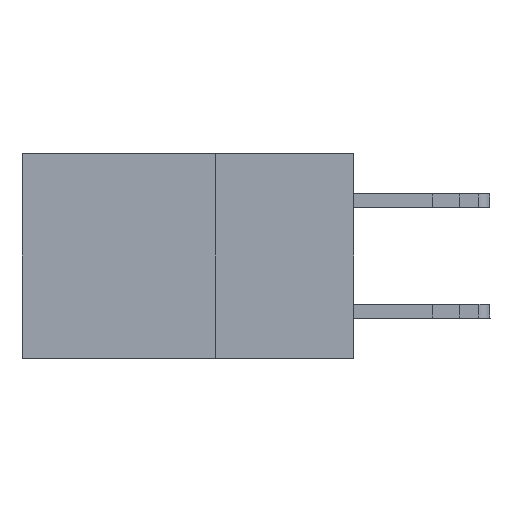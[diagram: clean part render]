
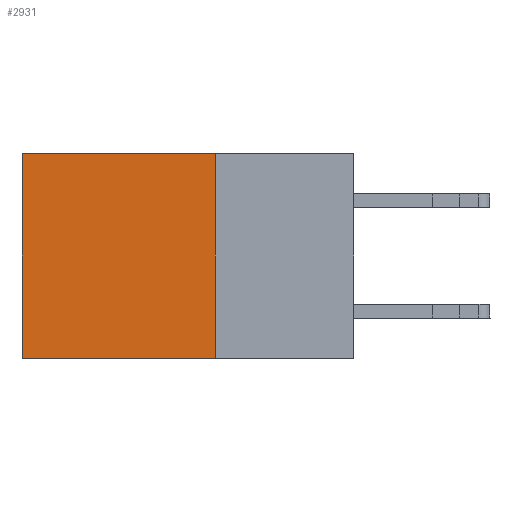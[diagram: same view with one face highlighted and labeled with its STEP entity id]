
A CAD part, left-side view. The second image highlights one B-rep face of the part: STEP entity #2931.
In plain terms, the highlighted planar face has unit normal (-1, 0, 0).
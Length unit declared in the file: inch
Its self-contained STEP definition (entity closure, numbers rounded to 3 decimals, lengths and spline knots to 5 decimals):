
#70 = EDGE_CURVE ( 'NONE', #22932, #16314, #13033, .T. ) ;
#346 = CARTESIAN_POINT ( 'NONE',  ( 0.2875, 0.6, 0. ) ) ;
#1621 = EDGE_CURVE ( 'NONE', #22653, #22932, #15038, .T. ) ;
#2180 = EDGE_CURVE ( 'NONE', #22653, #7261, #6085, .T. ) ;
#2739 = CARTESIAN_POINT ( 'NONE',  ( 0.2875, 0.25, -0.37 ) ) ;
#2828 = VECTOR ( 'NONE', #20456, 39.37008 ) ;
#2931 = ADVANCED_FACE ( 'NONE', ( #20693 ), #6459, .F. ) ;
#3511 = CARTESIAN_POINT ( 'NONE',  ( 0.2875, 0.6, 0. ) ) ;
#3918 = ORIENTED_EDGE ( 'NONE', *, *, #22865, .T. ) ;
#4605 = ORIENTED_EDGE ( 'NONE', *, *, #70, .F. ) ;
#6085 = LINE ( 'NONE', #6197, #13686 ) ;
#6161 = EDGE_LOOP ( 'NONE', ( #3918, #4605, #18587, #18073 ) ) ;
#6197 = CARTESIAN_POINT ( 'NONE',  ( 0.2875, 0.25, 0. ) ) ;
#6335 = DIRECTION ( 'NONE',  ( 0., 0., -1. ) ) ;
#6459 = PLANE ( 'NONE',  #21818 ) ;
#7261 = VERTEX_POINT ( 'NONE', #346 ) ;
#8077 = CARTESIAN_POINT ( 'NONE',  ( 0.2875, 0.25, 0. ) ) ;
#8231 = VECTOR ( 'NONE', #17801, 39.37008 ) ;
#10044 = DIRECTION ( 'NONE',  ( 0., 1., 0. ) ) ;
#11516 = DIRECTION ( 'NONE',  ( 1., 0., 0. ) ) ;
#11849 = CARTESIAN_POINT ( 'NONE',  ( 0.2875, 0.25, 0. ) ) ;
#13033 = LINE ( 'NONE', #2739, #2828 ) ;
#13686 = VECTOR ( 'NONE', #10044, 39.37008 ) ;
#14152 = LINE ( 'NONE', #3511, #8231 ) ;
#15038 = LINE ( 'NONE', #8077, #17804 ) ;
#15259 = DIRECTION ( 'NONE',  ( 0., 0., -1. ) ) ;
#16314 = VERTEX_POINT ( 'NONE', #18541 ) ;
#17801 = DIRECTION ( 'NONE',  ( 0., 0., -1. ) ) ;
#17804 = VECTOR ( 'NONE', #15259, 39.37008 ) ;
#18073 = ORIENTED_EDGE ( 'NONE', *, *, #2180, .T. ) ;
#18541 = CARTESIAN_POINT ( 'NONE',  ( 0.2875, 0.6, -0.37 ) ) ;
#18587 = ORIENTED_EDGE ( 'NONE', *, *, #1621, .F. ) ;
#19461 = CARTESIAN_POINT ( 'NONE',  ( 0.2875, 0.25, -0.37 ) ) ;
#20072 = CARTESIAN_POINT ( 'NONE',  ( 0.2875, 0.25, 0. ) ) ;
#20456 = DIRECTION ( 'NONE',  ( 0., 1., 0. ) ) ;
#20693 = FACE_OUTER_BOUND ( 'NONE', #6161, .T. ) ;
#21818 = AXIS2_PLACEMENT_3D ( 'NONE', #11849, #11516, #6335 ) ;
#22653 = VERTEX_POINT ( 'NONE', #20072 ) ;
#22865 = EDGE_CURVE ( 'NONE', #7261, #16314, #14152, .T. ) ;
#22932 = VERTEX_POINT ( 'NONE', #19461 ) ;
